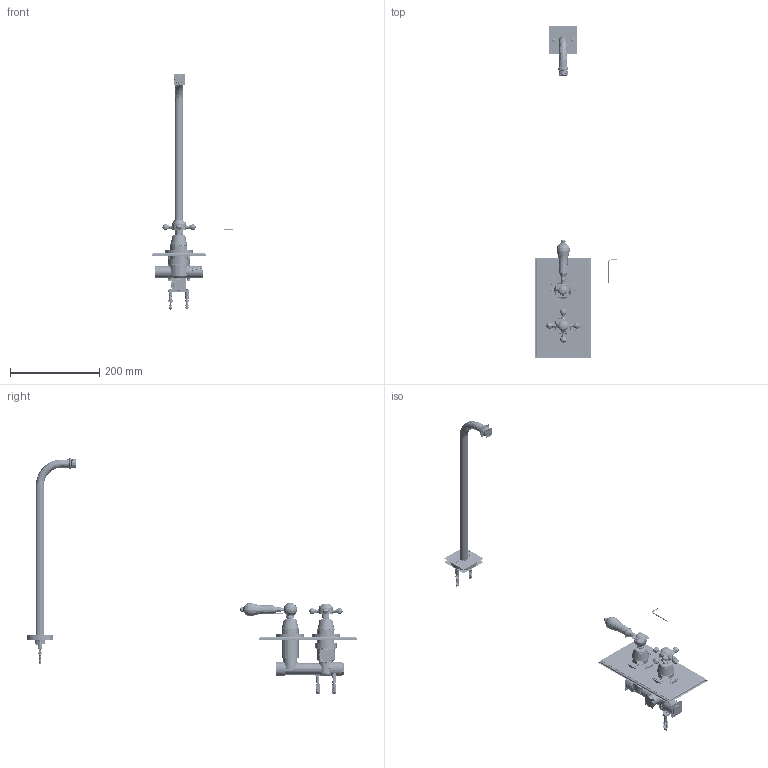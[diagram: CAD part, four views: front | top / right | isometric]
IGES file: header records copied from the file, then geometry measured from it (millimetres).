
Start section:  PTC IGES file: tf1s-sl0337-06.igs
Global section: file name: tf1s-sl0337-06.igs; native system: Creo Elements/Pro by Parametric Technology Corporation; preprocessor: 2011080; author: Administrator; organization: Unknown; date: 20150425.133550; units: millimetre
Bounding box: 183.98 x 743.34 x 528.12 mm (x, y, z)
Volume: 342522.3 mm3; surface area: 2273548.5 mm2
Topology: 91 solids, 90 shells, 8848 faces, 46098 edges, 58687 vertices
Faces by surface type: revolution 5138, bspline 3710
